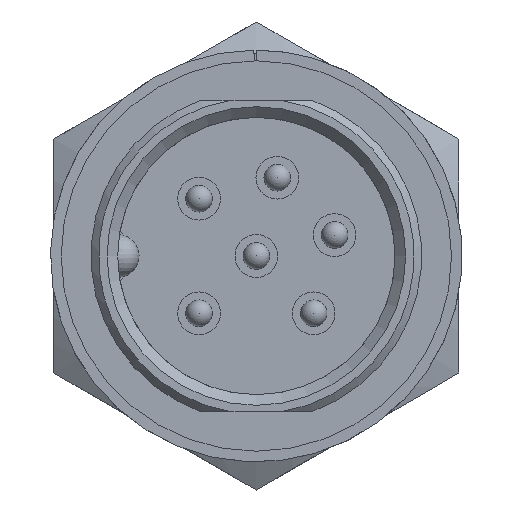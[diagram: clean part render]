
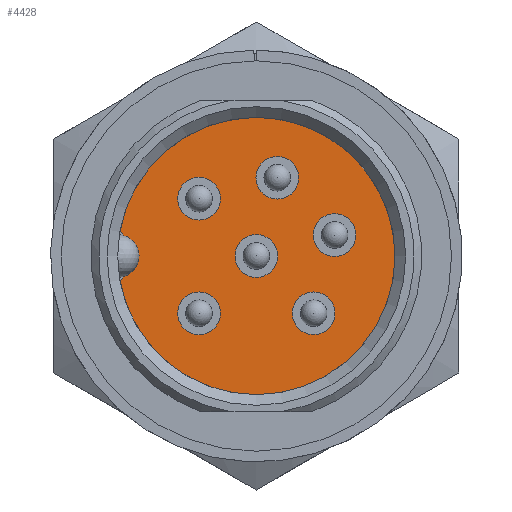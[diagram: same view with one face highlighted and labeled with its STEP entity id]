
A CAD part, left-side view. The second image highlights one B-rep face of the part: STEP entity #4428.
In plain terms, the highlighted face is planar.
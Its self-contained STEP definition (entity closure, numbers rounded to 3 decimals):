
#452=FACE_BOUND('',#1067,.T.);
#453=FACE_BOUND('',#1068,.T.);
#454=FACE_BOUND('',#1069,.T.);
#455=FACE_BOUND('',#1070,.T.);
#456=FACE_BOUND('',#1071,.T.);
#457=FACE_BOUND('',#1072,.T.);
#562=PLANE('',#4818);
#800=FACE_OUTER_BOUND('',#1066,.T.);
#1066=EDGE_LOOP('',(#4109,#4110,#4111));
#1067=EDGE_LOOP('',(#4112));
#1068=EDGE_LOOP('',(#4113));
#1069=EDGE_LOOP('',(#4114));
#1070=EDGE_LOOP('',(#4115));
#1071=EDGE_LOOP('',(#4116));
#1072=EDGE_LOOP('',(#4117));
#1764=CIRCLE('',#4802,1.);
#1765=CIRCLE('',#4804,1.);
#1766=CIRCLE('',#4806,1.);
#1767=CIRCLE('',#4808,1.);
#1768=CIRCLE('',#4810,1.);
#1769=CIRCLE('',#4812,1.);
#1770=CIRCLE('',#4814,6.65);
#1772=CIRCLE('',#4816,6.65);
#1773=CIRCLE('',#4819,1.5);
#2188=VERTEX_POINT('',#9204);
#2189=VERTEX_POINT('',#9208);
#2190=VERTEX_POINT('',#9212);
#2191=VERTEX_POINT('',#9216);
#2192=VERTEX_POINT('',#9220);
#2193=VERTEX_POINT('',#9224);
#2194=VERTEX_POINT('',#9228);
#2195=VERTEX_POINT('',#9229);
#2198=VERTEX_POINT('',#9235);
#2824=EDGE_CURVE('',#2188,#2188,#1764,.T.);
#2826=EDGE_CURVE('',#2189,#2189,#1765,.T.);
#2828=EDGE_CURVE('',#2190,#2190,#1766,.T.);
#2830=EDGE_CURVE('',#2191,#2191,#1767,.T.);
#2832=EDGE_CURVE('',#2192,#2192,#1768,.T.);
#2834=EDGE_CURVE('',#2193,#2193,#1769,.T.);
#2836=EDGE_CURVE('',#2194,#2195,#1770,.T.);
#2840=EDGE_CURVE('',#2195,#2198,#1772,.T.);
#2842=EDGE_CURVE('',#2194,#2198,#1773,.T.);
#4109=ORIENTED_EDGE('',*,*,#2842,.F.);
#4110=ORIENTED_EDGE('',*,*,#2836,.T.);
#4111=ORIENTED_EDGE('',*,*,#2840,.T.);
#4112=ORIENTED_EDGE('',*,*,#2824,.T.);
#4113=ORIENTED_EDGE('',*,*,#2826,.T.);
#4114=ORIENTED_EDGE('',*,*,#2828,.T.);
#4115=ORIENTED_EDGE('',*,*,#2830,.T.);
#4116=ORIENTED_EDGE('',*,*,#2832,.T.);
#4117=ORIENTED_EDGE('',*,*,#2834,.T.);
#4428=ADVANCED_FACE('',(#800,#452,#453,#454,#455,#456,#457),#562,.T.);
#4802=AXIS2_PLACEMENT_3D('',#9205,#5648,#5649);
#4804=AXIS2_PLACEMENT_3D('',#9209,#5653,#5654);
#4806=AXIS2_PLACEMENT_3D('',#9213,#5658,#5659);
#4808=AXIS2_PLACEMENT_3D('',#9217,#5663,#5664);
#4810=AXIS2_PLACEMENT_3D('',#9221,#5668,#5669);
#4812=AXIS2_PLACEMENT_3D('',#9225,#5673,#5674);
#4814=AXIS2_PLACEMENT_3D('',#9230,#5678,#5679);
#4816=AXIS2_PLACEMENT_3D('',#9237,#5684,#5685);
#4818=AXIS2_PLACEMENT_3D('',#9240,#5689,#5690);
#4819=AXIS2_PLACEMENT_3D('',#9241,#5691,#5692);
#5648=DIRECTION('center_axis',(0.,0.,-1.));
#5649=DIRECTION('ref_axis',(-1.,0.,0.));
#5653=DIRECTION('center_axis',(0.,0.,-1.));
#5654=DIRECTION('ref_axis',(-1.,0.,0.));
#5658=DIRECTION('center_axis',(0.,0.,-1.));
#5659=DIRECTION('ref_axis',(-1.,0.,0.));
#5663=DIRECTION('center_axis',(0.,0.,-1.));
#5664=DIRECTION('ref_axis',(-1.,0.,0.));
#5668=DIRECTION('center_axis',(0.,0.,-1.));
#5669=DIRECTION('ref_axis',(-1.,0.,0.));
#5673=DIRECTION('center_axis',(0.,0.,-1.));
#5674=DIRECTION('ref_axis',(-1.,0.,0.));
#5678=DIRECTION('center_axis',(0.,0.,1.));
#5679=DIRECTION('ref_axis',(1.,0.,0.));
#5684=DIRECTION('center_axis',(0.,0.,1.));
#5685=DIRECTION('ref_axis',(1.,0.,0.));
#5689=DIRECTION('center_axis',(0.,0.,1.));
#5690=DIRECTION('ref_axis',(1.,0.,0.));
#5691=DIRECTION('center_axis',(0.,0.,1.));
#5692=DIRECTION('ref_axis',(1.,0.,0.));
#9204=CARTESIAN_POINT('',(4.671,-0.984,0.));
#9205=CARTESIAN_POINT('Origin',(3.671,-0.984,0.));
#9208=CARTESIAN_POINT('',(3.687,2.687,0.));
#9209=CARTESIAN_POINT('Origin',(2.687,2.687,0.));
#9212=CARTESIAN_POINT('',(1.984,-3.671,0.));
#9213=CARTESIAN_POINT('Origin',(0.984,-3.671,0.));
#9216=CARTESIAN_POINT('',(-1.687,2.687,0.));
#9217=CARTESIAN_POINT('Origin',(-2.687,2.687,0.));
#9220=CARTESIAN_POINT('',(-1.687,-2.687,0.));
#9221=CARTESIAN_POINT('Origin',(-2.687,-2.687,0.));
#9224=CARTESIAN_POINT('',(1.,0.,0.));
#9225=CARTESIAN_POINT('Origin',(0.,0.,0.));
#9228=CARTESIAN_POINT('',(-1.25,6.531,0.));
#9229=CARTESIAN_POINT('',(-6.65,0.,0.));
#9230=CARTESIAN_POINT('Origin',(0.,0.,0.));
#9235=CARTESIAN_POINT('',(1.25,6.531,0.));
#9237=CARTESIAN_POINT('Origin',(0.,0.,0.));
#9240=CARTESIAN_POINT('Origin',(0.,0.,0.));
#9241=CARTESIAN_POINT('Origin',(0.,7.361,0.));
